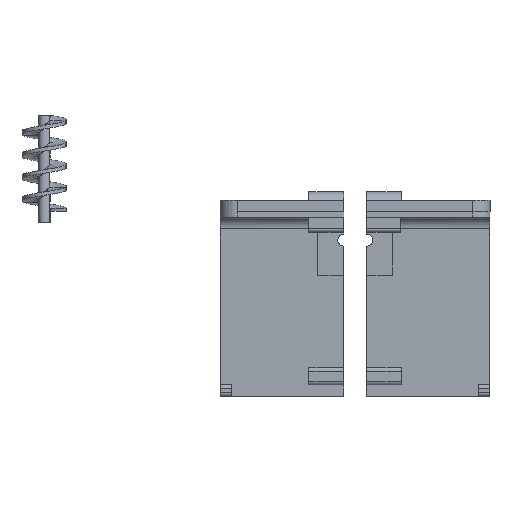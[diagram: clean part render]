
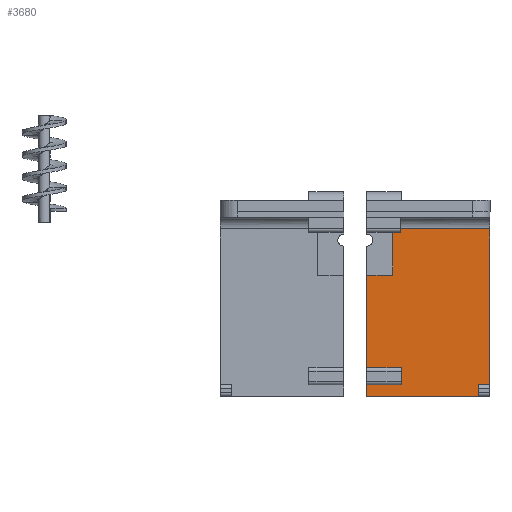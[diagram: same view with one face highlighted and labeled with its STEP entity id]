
A CAD part, front view. The second image highlights one B-rep face of the part: STEP entity #3680.
In plain terms, the highlighted planar face has unit normal (0, -1, 0).
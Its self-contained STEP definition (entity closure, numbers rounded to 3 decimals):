
#183=PLANE('',#3905);
#350=FACE_OUTER_BOUND('',#530,.T.);
#530=EDGE_LOOP('',(#3031,#3032,#3033,#3034,#3035,#3036,#3037,#3038,#3039,
#3040,#3041,#3042));
#884=LINE('',#12831,#1198);
#888=LINE('',#12842,#1202);
#902=LINE('',#12919,#1216);
#912=LINE('',#12945,#1226);
#917=LINE('',#12955,#1231);
#925=LINE('',#12981,#1239);
#933=LINE('',#13006,#1247);
#934=LINE('',#13010,#1248);
#935=LINE('',#13011,#1249);
#936=LINE('',#13013,#1250);
#937=LINE('',#13014,#1251);
#938=LINE('',#13015,#1252);
#1198=VECTOR('',#4270,10.);
#1202=VECTOR('',#4282,10.);
#1216=VECTOR('',#4332,10.);
#1226=VECTOR('',#4362,10.);
#1231=VECTOR('',#4369,10.);
#1239=VECTOR('',#4393,10.);
#1247=VECTOR('',#4423,10.);
#1248=VECTOR('',#4426,10.);
#1249=VECTOR('',#4427,10.);
#1250=VECTOR('',#4428,10.);
#1251=VECTOR('',#4429,10.);
#1252=VECTOR('',#4430,10.);
#1622=VERTEX_POINT('',#12828);
#1623=VERTEX_POINT('',#12830);
#1626=VERTEX_POINT('',#12840);
#1643=VERTEX_POINT('',#12916);
#1644=VERTEX_POINT('',#12918);
#1654=VERTEX_POINT('',#12953);
#1663=VERTEX_POINT('',#12978);
#1664=VERTEX_POINT('',#12980);
#1670=VERTEX_POINT('',#13004);
#1671=VERTEX_POINT('',#13008);
#1672=VERTEX_POINT('',#13009);
#1673=VERTEX_POINT('',#13012);
#2082=EDGE_CURVE('',#1623,#1622,#884,.T.);
#2088=EDGE_CURVE('',#1622,#1626,#888,.T.);
#2113=EDGE_CURVE('',#1643,#1644,#902,.T.);
#2128=EDGE_CURVE('',#1644,#1626,#912,.T.);
#2133=EDGE_CURVE('',#1643,#1654,#917,.T.);
#2145=EDGE_CURVE('',#1664,#1663,#925,.T.);
#2158=EDGE_CURVE('',#1623,#1670,#933,.T.);
#2159=EDGE_CURVE('',#1671,#1672,#934,.T.);
#2160=EDGE_CURVE('',#1671,#1664,#935,.T.);
#2161=EDGE_CURVE('',#1663,#1673,#936,.T.);
#2162=EDGE_CURVE('',#1670,#1673,#937,.T.);
#2163=EDGE_CURVE('',#1654,#1672,#938,.T.);
#3031=ORIENTED_EDGE('',*,*,#2159,.F.);
#3032=ORIENTED_EDGE('',*,*,#2160,.T.);
#3033=ORIENTED_EDGE('',*,*,#2145,.T.);
#3034=ORIENTED_EDGE('',*,*,#2161,.T.);
#3035=ORIENTED_EDGE('',*,*,#2162,.F.);
#3036=ORIENTED_EDGE('',*,*,#2158,.F.);
#3037=ORIENTED_EDGE('',*,*,#2082,.T.);
#3038=ORIENTED_EDGE('',*,*,#2088,.T.);
#3039=ORIENTED_EDGE('',*,*,#2128,.F.);
#3040=ORIENTED_EDGE('',*,*,#2113,.F.);
#3041=ORIENTED_EDGE('',*,*,#2133,.T.);
#3042=ORIENTED_EDGE('',*,*,#2163,.T.);
#3680=ADVANCED_FACE('',(#350),#183,.T.);
#3905=AXIS2_PLACEMENT_3D('',#13007,#4424,#4425);
#4270=DIRECTION('',(0.,0.,1.));
#4282=DIRECTION('',(1.,0.,0.));
#4332=DIRECTION('',(1.,0.,0.));
#4362=DIRECTION('',(0.,0.,-1.));
#4369=DIRECTION('',(0.,0.,-1.));
#4393=DIRECTION('',(0.,0.,-1.));
#4423=DIRECTION('',(-1.,0.,0.));
#4424=DIRECTION('center_axis',(0.,-1.,0.));
#4425=DIRECTION('ref_axis',(-1.,0.,0.));
#4426=DIRECTION('',(0.,0.,1.));
#4427=DIRECTION('',(1.,0.,0.));
#4428=DIRECTION('',(-1.,0.,0.));
#4429=DIRECTION('',(0.,0.,1.));
#4430=DIRECTION('',(-1.,0.,0.));
#12828=CARTESIAN_POINT('',(116.811,-3.483,-150.));
#12830=CARTESIAN_POINT('',(116.811,-3.483,-160.));
#12831=CARTESIAN_POINT('',(116.811,-3.483,-77.5));
#12840=CARTESIAN_POINT('',(126.811,-3.483,-150.));
#12842=CARTESIAN_POINT('',(124.311,-3.483,-150.));
#12916=CARTESIAN_POINT('',(42.5,-3.483,-15.));
#12918=CARTESIAN_POINT('',(126.811,-3.483,-15.));
#12919=CARTESIAN_POINT('',(73.406,-3.483,-15.));
#12945=CARTESIAN_POINT('',(126.811,-3.483,0.));
#12953=CARTESIAN_POINT('',(42.5,-3.483,-55.));
#12955=CARTESIAN_POINT('',(42.5,-3.483,-30.));
#12978=CARTESIAN_POINT('',(50.,-3.483,-150.));
#12980=CARTESIAN_POINT('',(50.,-3.483,-135.));
#12981=CARTESIAN_POINT('',(50.,-3.483,-71.25));
#13004=CARTESIAN_POINT('',(20.,-3.483,-160.));
#13006=CARTESIAN_POINT('',(-86.811,-3.483,-160.));
#13007=CARTESIAN_POINT('Origin',(126.811,-3.483,0.));
#13008=CARTESIAN_POINT('',(20.,-3.483,-135.));
#13009=CARTESIAN_POINT('',(20.,-3.483,-55.));
#13010=CARTESIAN_POINT('',(20.,-3.483,-35.75));
#13011=CARTESIAN_POINT('',(73.405,-3.483,-135.));
#13012=CARTESIAN_POINT('',(20.,-3.483,-150.));
#13013=CARTESIAN_POINT('',(73.405,-3.483,-150.));
#13014=CARTESIAN_POINT('',(20.,-3.483,-35.75));
#13015=CARTESIAN_POINT('',(20.,-3.483,-55.));
